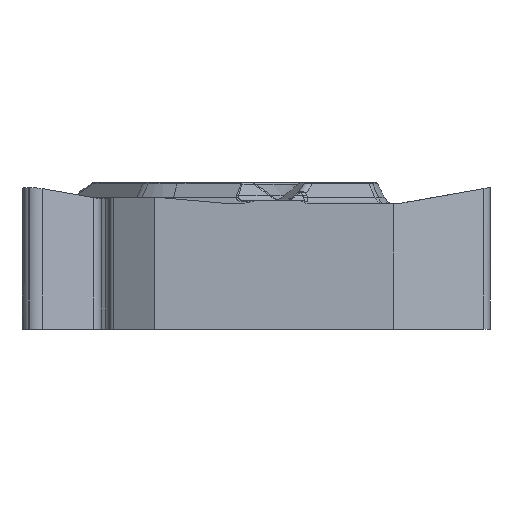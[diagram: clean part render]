
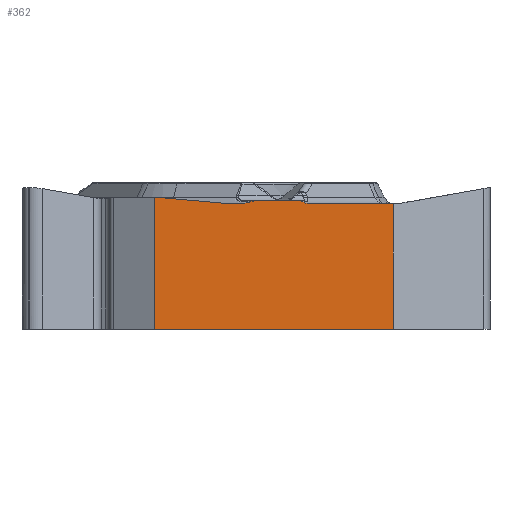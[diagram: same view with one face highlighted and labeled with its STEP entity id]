
A CAD part, left-side view. The second image highlights one B-rep face of the part: STEP entity #362.
In plain terms, the highlighted planar face has unit normal (-1, 0, 0).
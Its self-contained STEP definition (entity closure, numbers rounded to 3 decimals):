
#362=ADVANCED_FACE('',(#628),#581,.F.);
#581=PLANE('',#3604);
#628=FACE_OUTER_BOUND('',#841,.T.);
#841=EDGE_LOOP('',(#1138,#1139,#1140,#1141,#1142,#1143,#1144,#1145,#1146,
#1147,#1148,#1149));
#1066=ELLIPSE('',#3600,0.377,0.32);
#1067=ELLIPSE('',#3601,0.177,0.15);
#1068=ELLIPSE('',#3602,0.3,0.15);
#1069=ELLIPSE('',#3603,0.64,0.32);
#1138=ORIENTED_EDGE('',*,*,#2506,.T.);
#1139=ORIENTED_EDGE('',*,*,#2507,.T.);
#1140=ORIENTED_EDGE('',*,*,#2508,.T.);
#1141=ORIENTED_EDGE('',*,*,#2509,.T.);
#1142=ORIENTED_EDGE('',*,*,#2510,.T.);
#1143=ORIENTED_EDGE('',*,*,#2511,.F.);
#1144=ORIENTED_EDGE('',*,*,#2512,.F.);
#1145=ORIENTED_EDGE('',*,*,#2513,.F.);
#1146=ORIENTED_EDGE('',*,*,#2514,.F.);
#1147=ORIENTED_EDGE('',*,*,#2515,.T.);
#1148=ORIENTED_EDGE('',*,*,#2516,.T.);
#1149=ORIENTED_EDGE('',*,*,#2517,.F.);
#2192=VERTEX_POINT('',#5110);
#2193=VERTEX_POINT('',#5111);
#2194=VERTEX_POINT('',#5113);
#2195=VERTEX_POINT('',#5115);
#2196=VERTEX_POINT('',#5117);
#2197=VERTEX_POINT('',#5119);
#2198=VERTEX_POINT('',#5121);
#2199=VERTEX_POINT('',#5123);
#2200=VERTEX_POINT('',#5125);
#2201=VERTEX_POINT('',#5133);
#2202=VERTEX_POINT('',#5135);
#2203=VERTEX_POINT('',#5137);
#2506=EDGE_CURVE('',#2192,#2193,#3033,.T.);
#2507=EDGE_CURVE('',#2193,#2194,#3034,.T.);
#2508=EDGE_CURVE('',#2194,#2195,#3035,.T.);
#2509=EDGE_CURVE('',#2195,#2196,#3036,.T.);
#2510=EDGE_CURVE('',#2196,#2197,#1066,.T.);
#2511=EDGE_CURVE('',#2198,#2197,#1067,.T.);
#2512=EDGE_CURVE('',#2199,#2198,#3037,.T.);
#2513=EDGE_CURVE('',#2200,#2199,#1068,.T.);
#2514=EDGE_CURVE('',#2201,#2200,#3449,.T.);
#2515=EDGE_CURVE('',#2201,#2202,#3038,.T.);
#2516=EDGE_CURVE('',#2202,#2203,#1069,.T.);
#2517=EDGE_CURVE('',#2192,#2203,#3039,.T.);
#3033=LINE('',#5109,#3234);
#3034=LINE('',#5112,#3235);
#3035=LINE('',#5114,#3236);
#3036=LINE('',#5116,#3237);
#3037=LINE('',#5122,#3238);
#3038=LINE('',#5134,#3239);
#3039=LINE('',#5138,#3240);
#3234=VECTOR('',#3941,1.);
#3235=VECTOR('',#3942,1.);
#3236=VECTOR('',#3943,1.);
#3237=VECTOR('',#3944,1.);
#3238=VECTOR('',#3949,1.);
#3239=VECTOR('',#3952,1.);
#3240=VECTOR('',#3955,1.);
#3449=B_SPLINE_CURVE_WITH_KNOTS('',3,(#5126,#5127,#5128,#5129,#5130,#5131,
#5132),.UNSPECIFIED.,.F.,.F.,(4,3,4),(0.,0.497,1.),
 .UNSPECIFIED.);
#3600=AXIS2_PLACEMENT_3D('',#5118,#3945,#3946);
#3601=AXIS2_PLACEMENT_3D('',#5120,#3947,#3948);
#3602=AXIS2_PLACEMENT_3D('',#5124,#3950,#3951);
#3603=AXIS2_PLACEMENT_3D('',#5136,#3953,#3954);
#3604=AXIS2_PLACEMENT_3D('',#5139,#3956,#3957);
#3941=DIRECTION('',(0.,0.,-1.));
#3942=DIRECTION('',(0.,-1.,0.));
#3943=DIRECTION('',(0.,0.,1.));
#3944=DIRECTION('',(0.,1.,0.));
#3945=DIRECTION('',(1.,0.,0.));
#3946=DIRECTION('',(0.,1.,0.));
#3947=DIRECTION('',(1.,0.,0.));
#3948=DIRECTION('',(0.,1.,0.));
#3949=DIRECTION('',(0.,-1.,0.));
#3950=DIRECTION('',(1.,0.,0.));
#3951=DIRECTION('',(0.,-1.,0.));
#3952=DIRECTION('',(0.,1.,0.));
#3953=DIRECTION('',(1.,0.,0.));
#3954=DIRECTION('',(0.,1.,0.));
#3955=DIRECTION('',(0.,-0.996,-0.088));
#3956=DIRECTION('',(1.,0.,0.));
#3957=DIRECTION('',(0.,1.,0.));
#5109=CARTESIAN_POINT('',(-4.763,2.513,0.));
#5110=CARTESIAN_POINT('',(-4.763,2.513,-0.268));
#5111=CARTESIAN_POINT('',(-4.763,2.513,-3.97));
#5112=CARTESIAN_POINT('',(-4.763,-7.335,-3.97));
#5113=CARTESIAN_POINT('',(-4.763,-4.191,-3.97));
#5114=CARTESIAN_POINT('',(-4.763,-4.191,0.));
#5115=CARTESIAN_POINT('',(-4.763,-4.191,-0.46));
#5116=CARTESIAN_POINT('',(-4.763,7.335,-0.46));
#5117=CARTESIAN_POINT('',(-4.763,-1.875,-0.46));
#5118=CARTESIAN_POINT('',(-4.763,-1.875,-0.14));
#5119=CARTESIAN_POINT('',(-4.763,-1.653,-0.399));
#5120=CARTESIAN_POINT('',(-4.763,-1.549,-0.52));
#5121=CARTESIAN_POINT('',(-4.763,-1.549,-0.37));
#5122=CARTESIAN_POINT('',(-4.763,7.335,-0.37));
#5123=CARTESIAN_POINT('',(-4.763,-0.36,-0.37));
#5124=CARTESIAN_POINT('',(-4.763,-0.36,-0.52));
#5125=CARTESIAN_POINT('',(-4.763,-0.181,-0.4));
#5126=CARTESIAN_POINT('',(-4.763,0.184,-0.46));
#5127=CARTESIAN_POINT('',(-4.763,0.122,-0.46));
#5128=CARTESIAN_POINT('',(-4.763,0.061,-0.455));
#5129=CARTESIAN_POINT('',(-4.763,0.,-0.446));
#5130=CARTESIAN_POINT('',(-4.763,-0.061,-0.436));
#5131=CARTESIAN_POINT('',(-4.763,-0.123,-0.421));
#5132=CARTESIAN_POINT('',(-4.763,-0.181,-0.4));
#5133=CARTESIAN_POINT('',(-4.763,0.184,-0.46));
#5134=CARTESIAN_POINT('',(-4.763,-7.335,-0.46));
#5135=CARTESIAN_POINT('',(-4.763,0.278,-0.46));
#5136=CARTESIAN_POINT('',(-4.763,0.278,-0.14));
#5137=CARTESIAN_POINT('',(-4.763,0.389,-0.455));
#5138=CARTESIAN_POINT('',(-4.763,-7.236,-1.127));
#5139=CARTESIAN_POINT('',(-4.763,-7.335,0.));
